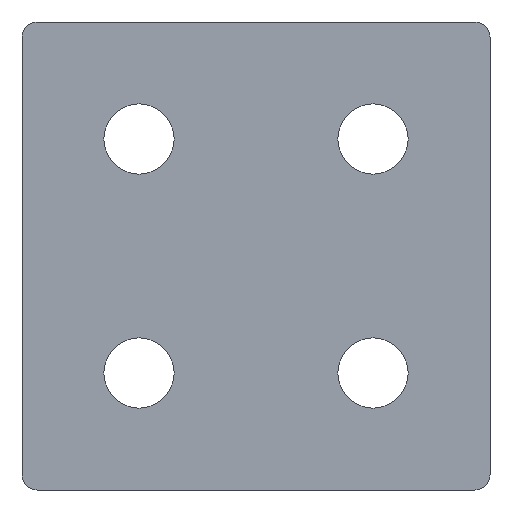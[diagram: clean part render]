
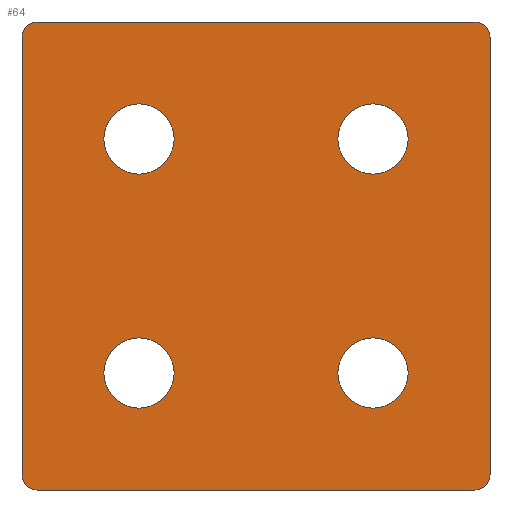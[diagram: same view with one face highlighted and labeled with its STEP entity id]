
A CAD part, front view. The second image highlights one B-rep face of the part: STEP entity #64.
In plain terms, the highlighted planar face has unit normal (0, -1, 0).
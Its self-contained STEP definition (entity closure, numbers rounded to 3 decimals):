
#64 = ADVANCED_FACE( '', ( #148, #149, #150, #151, #152 ), #153, .F. );
#148 = FACE_BOUND( '', #253, .T. );
#149 = FACE_BOUND( '', #254, .T. );
#150 = FACE_BOUND( '', #255, .T. );
#151 = FACE_BOUND( '', #256, .T. );
#152 = FACE_OUTER_BOUND( '', #257, .T. );
#153 = PLANE( '', #258 );
#253 = EDGE_LOOP( '', ( #377 ) );
#254 = EDGE_LOOP( '', ( #378 ) );
#255 = EDGE_LOOP( '', ( #379 ) );
#256 = EDGE_LOOP( '', ( #380 ) );
#257 = EDGE_LOOP( '', ( #381, #382, #383, #384, #385, #386, #387, #388 ) );
#258 = AXIS2_PLACEMENT_3D( '', #389, #390, #391 );
#377 = ORIENTED_EDGE( '', *, *, #560, .F. );
#378 = ORIENTED_EDGE( '', *, *, #561, .F. );
#379 = ORIENTED_EDGE( '', *, *, #553, .F. );
#380 = ORIENTED_EDGE( '', *, *, #562, .F. );
#381 = ORIENTED_EDGE( '', *, *, #563, .F. );
#382 = ORIENTED_EDGE( '', *, *, #564, .F. );
#383 = ORIENTED_EDGE( '', *, *, #565, .F. );
#384 = ORIENTED_EDGE( '', *, *, #566, .F. );
#385 = ORIENTED_EDGE( '', *, *, #567, .F. );
#386 = ORIENTED_EDGE( '', *, *, #568, .F. );
#387 = ORIENTED_EDGE( '', *, *, #543, .F. );
#388 = ORIENTED_EDGE( '', *, *, #569, .F. );
#389 = CARTESIAN_POINT( '', ( 2., 0., -2. ) );
#390 = DIRECTION( '', ( 0., 1., 0. ) );
#391 = DIRECTION( '', ( 0., 0., 1. ) );
#543 = EDGE_CURVE( '', #630, #632, #633, .T. );
#553 = EDGE_CURVE( '', #648, #648, #649, .T. );
#560 = EDGE_CURVE( '', #659, #659, #660, .T. );
#561 = EDGE_CURVE( '', #661, #661, #662, .T. );
#562 = EDGE_CURVE( '', #663, #663, #664, .T. );
#563 = EDGE_CURVE( '', #665, #666, #667, .T. );
#564 = EDGE_CURVE( '', #668, #665, #669, .T. );
#565 = EDGE_CURVE( '', #670, #668, #671, .T. );
#566 = EDGE_CURVE( '', #672, #670, #673, .T. );
#567 = EDGE_CURVE( '', #674, #672, #675, .T. );
#568 = EDGE_CURVE( '', #632, #674, #676, .T. );
#569 = EDGE_CURVE( '', #666, #630, #677, .T. );
#630 = VERTEX_POINT( '', #751 );
#632 = VERTEX_POINT( '', #754 );
#633 = LINE( '', #755, #756 );
#648 = VERTEX_POINT( '', #775 );
#649 = CIRCLE( '', #776, 4.5 );
#659 = VERTEX_POINT( '', #786 );
#660 = CIRCLE( '', #787, 4.5 );
#661 = VERTEX_POINT( '', #788 );
#662 = CIRCLE( '', #789, 4.5 );
#663 = VERTEX_POINT( '', #790 );
#664 = CIRCLE( '', #791, 4.5 );
#665 = VERTEX_POINT( '', #792 );
#666 = VERTEX_POINT( '', #793 );
#667 = LINE( '', #794, #795 );
#668 = VERTEX_POINT( '', #796 );
#669 = CIRCLE( '', #797, 2. );
#670 = VERTEX_POINT( '', #798 );
#671 = LINE( '', #799, #800 );
#672 = VERTEX_POINT( '', #801 );
#673 = CIRCLE( '', #802, 2. );
#674 = VERTEX_POINT( '', #803 );
#675 = LINE( '', #804, #805 );
#676 = CIRCLE( '', #806, 2. );
#677 = CIRCLE( '', #807, 2. );
#751 = CARTESIAN_POINT( '', ( 2., 0., 0. ) );
#754 = CARTESIAN_POINT( '', ( 58., 0., 0. ) );
#755 = CARTESIAN_POINT( '', ( 2., 0., 0. ) );
#756 = VECTOR( '', #886, 1000. );
#775 = CARTESIAN_POINT( '', ( 45., 0., -49.5 ) );
#776 = AXIS2_PLACEMENT_3D( '', #900, #901, #902 );
#786 = CARTESIAN_POINT( '', ( 45., 0., -19.5 ) );
#787 = AXIS2_PLACEMENT_3D( '', #912, #913, #914 );
#788 = CARTESIAN_POINT( '', ( 15., 0., -19.5 ) );
#789 = AXIS2_PLACEMENT_3D( '', #915, #916, #917 );
#790 = CARTESIAN_POINT( '', ( 15., 0., -49.5 ) );
#791 = AXIS2_PLACEMENT_3D( '', #918, #919, #920 );
#792 = CARTESIAN_POINT( '', ( 0., 0., -58. ) );
#793 = CARTESIAN_POINT( '', ( 0., 0., -2. ) );
#794 = CARTESIAN_POINT( '', ( 0., 0., -58. ) );
#795 = VECTOR( '', #921, 1000. );
#796 = CARTESIAN_POINT( '', ( 2., 0., -60. ) );
#797 = AXIS2_PLACEMENT_3D( '', #922, #923, #924 );
#798 = CARTESIAN_POINT( '', ( 58., 0., -60. ) );
#799 = CARTESIAN_POINT( '', ( 58., 0., -60. ) );
#800 = VECTOR( '', #925, 1000. );
#801 = CARTESIAN_POINT( '', ( 60., 0., -58. ) );
#802 = AXIS2_PLACEMENT_3D( '', #926, #927, #928 );
#803 = CARTESIAN_POINT( '', ( 60., 0., -2. ) );
#804 = CARTESIAN_POINT( '', ( 60., 0., -2. ) );
#805 = VECTOR( '', #929, 1000. );
#806 = AXIS2_PLACEMENT_3D( '', #930, #931, #932 );
#807 = AXIS2_PLACEMENT_3D( '', #933, #934, #935 );
#886 = DIRECTION( '', ( 1., 0., 0. ) );
#900 = CARTESIAN_POINT( '', ( 45., 0., -45. ) );
#901 = DIRECTION( '', ( 0., -1., 0. ) );
#902 = DIRECTION( '', ( 0., 0., -1. ) );
#912 = CARTESIAN_POINT( '', ( 45., 0., -15. ) );
#913 = DIRECTION( '', ( 0., -1., 0. ) );
#914 = DIRECTION( '', ( 0., 0., -1. ) );
#915 = CARTESIAN_POINT( '', ( 15., 0., -15. ) );
#916 = DIRECTION( '', ( 0., -1., 0. ) );
#917 = DIRECTION( '', ( 0., 0., -1. ) );
#918 = CARTESIAN_POINT( '', ( 15., 0., -45. ) );
#919 = DIRECTION( '', ( 0., -1., 0. ) );
#920 = DIRECTION( '', ( 0., 0., -1. ) );
#921 = DIRECTION( '', ( 0., 0., 1. ) );
#922 = CARTESIAN_POINT( '', ( 2., 0., -58. ) );
#923 = DIRECTION( '', ( 0., 1., 0. ) );
#924 = DIRECTION( '', ( 1., 0., 0. ) );
#925 = DIRECTION( '', ( -1., 0., 0. ) );
#926 = CARTESIAN_POINT( '', ( 58., 0., -58. ) );
#927 = DIRECTION( '', ( 0., 1., 0. ) );
#928 = DIRECTION( '', ( 1., 0., 0. ) );
#929 = DIRECTION( '', ( 0., 0., -1. ) );
#930 = CARTESIAN_POINT( '', ( 58., 0., -2. ) );
#931 = DIRECTION( '', ( 0., 1., 0. ) );
#932 = DIRECTION( '', ( 1., 0., 0. ) );
#933 = CARTESIAN_POINT( '', ( 2., 0., -2. ) );
#934 = DIRECTION( '', ( 0., 1., 0. ) );
#935 = DIRECTION( '', ( 1., 0., 0. ) );
